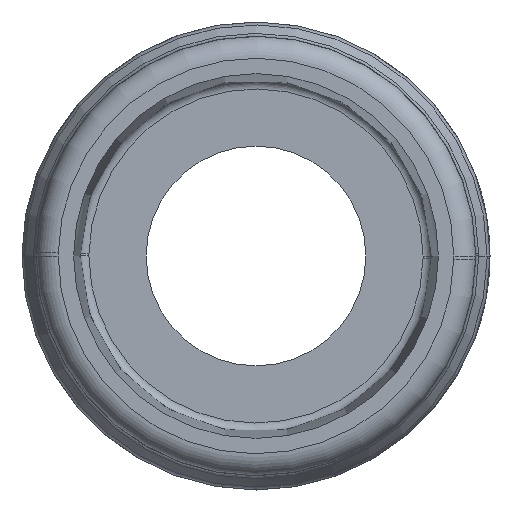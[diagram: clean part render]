
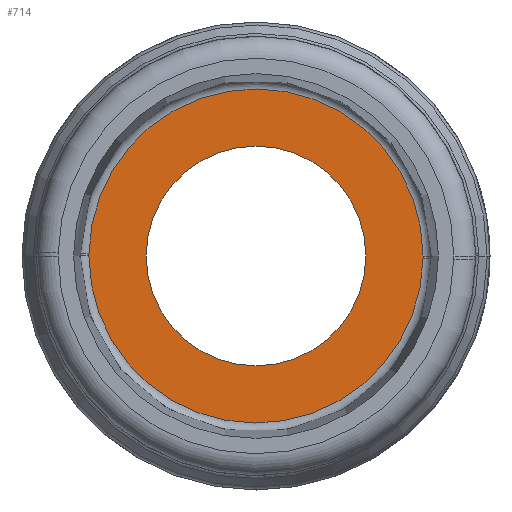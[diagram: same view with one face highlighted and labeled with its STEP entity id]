
A CAD part, front view. The second image highlights one B-rep face of the part: STEP entity #714.
In plain terms, the highlighted planar face has unit normal (0, -1, 0).
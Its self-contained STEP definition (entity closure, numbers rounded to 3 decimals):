
#714=ADVANCED_FACE('',(#1893,#1894),#1895,.T.);
#1893=FACE_OUTER_BOUND('',#4621,.T.);
#1894=FACE_BOUND('',#4622,.T.);
#1895=PLANE('',#4623);
#4621=EDGE_LOOP('',(#9060,#9061,#9062,#9063));
#4622=EDGE_LOOP('',(#9064,#9065));
#4623=AXIS2_PLACEMENT_3D('',#9066,#9067,#9068);
#9060=ORIENTED_EDGE('',*,*,#11143,.T.);
#9061=ORIENTED_EDGE('',*,*,#11153,.T.);
#9062=ORIENTED_EDGE('',*,*,#11139,.T.);
#9063=ORIENTED_EDGE('',*,*,#11155,.T.);
#9064=ORIENTED_EDGE('',*,*,#11156,.T.);
#9065=ORIENTED_EDGE('',*,*,#11157,.T.);
#9066=CARTESIAN_POINT('',(0.0,22.65,0.0));
#9067=DIRECTION('',(0.0,-1.0,0.0));
#9068=DIRECTION('',(0.0,0.0,-1.0));
#11139=EDGE_CURVE('',#13678,#13675,#13679,.T.);
#11143=EDGE_CURVE('',#13686,#13683,#13687,.T.);
#11153=EDGE_CURVE('',#13683,#13678,#13700,.T.);
#11155=EDGE_CURVE('',#13675,#13686,#13702,.T.);
#11156=EDGE_CURVE('',#13703,#13704,#13705,.T.);
#11157=EDGE_CURVE('',#13704,#13703,#13706,.T.);
#13675=VERTEX_POINT('',#18346);
#13678=VERTEX_POINT('',#18349);
#13679=CIRCLE('',#18350,3.801);
#13683=VERTEX_POINT('',#18354);
#13686=VERTEX_POINT('',#18357);
#13687=CIRCLE('',#18358,3.801);
#13700=CIRCLE('',#18373,3.801);
#13702=CIRCLE('',#18375,3.801);
#13703=VERTEX_POINT('',#18376);
#13704=VERTEX_POINT('',#18377);
#13705=CIRCLE('',#18378,2.5);
#13706=CIRCLE('',#18379,2.5);
#18346=CARTESIAN_POINT('',(3.801,22.65,-0.06));
#18349=CARTESIAN_POINT('',(-3.801,22.65,0.0));
#18350=AXIS2_PLACEMENT_3D('',#20769,#20770,#20771);
#18354=CARTESIAN_POINT('',(-3.801,22.65,0.06));
#18357=CARTESIAN_POINT('',(3.801,22.65,0.0));
#18358=AXIS2_PLACEMENT_3D('',#20781,#20782,#20783);
#18373=AXIS2_PLACEMENT_3D('',#20807,#20808,#20809);
#18375=AXIS2_PLACEMENT_3D('',#20813,#20814,#20815);
#18376=CARTESIAN_POINT('',(2.5,22.65,0.0));
#18377=CARTESIAN_POINT('',(-2.5,22.65,0.0));
#18378=AXIS2_PLACEMENT_3D('',#20816,#20817,#20818);
#18379=AXIS2_PLACEMENT_3D('',#20819,#20820,#20821);
#20769=CARTESIAN_POINT('',(0.0,22.65,0.0));
#20770=DIRECTION('',(0.0,-1.0,0.0));
#20771=DIRECTION('',(-1.0,0.0,0.0));
#20781=CARTESIAN_POINT('',(0.0,22.65,0.0));
#20782=DIRECTION('',(0.0,-1.0,0.0));
#20783=DIRECTION('',(1.0,0.0,0.0));
#20807=CARTESIAN_POINT('',(0.0,22.65,0.0));
#20808=DIRECTION('',(0.0,-1.0,0.0));
#20809=DIRECTION('',(1.0,0.0,0.0));
#20813=CARTESIAN_POINT('',(0.0,22.65,0.0));
#20814=DIRECTION('',(0.0,-1.0,0.0));
#20815=DIRECTION('',(-1.0,0.0,0.0));
#20816=CARTESIAN_POINT('',(0.0,22.65,0.0));
#20817=DIRECTION('',(-0.0,1.0,0.0));
#20818=DIRECTION('',(1.0,0.0,0.0));
#20819=CARTESIAN_POINT('',(0.0,22.65,0.0));
#20820=DIRECTION('',(0.0,1.0,0.0));
#20821=DIRECTION('',(-1.0,0.0,0.0));
